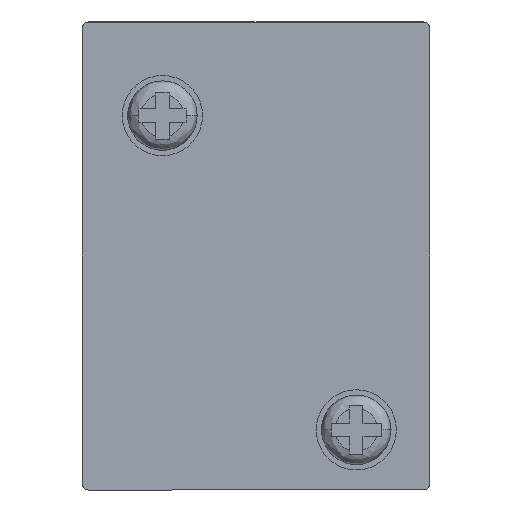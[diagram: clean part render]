
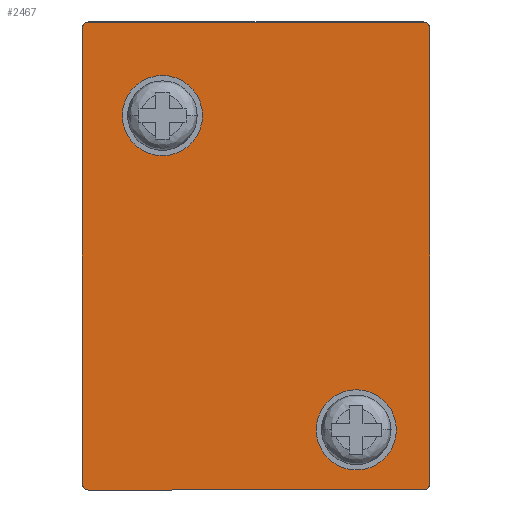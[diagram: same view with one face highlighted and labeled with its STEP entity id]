
A CAD part, front view. The second image highlights one B-rep face of the part: STEP entity #2467.
In plain terms, the highlighted planar face has unit normal (0, -1, 0).
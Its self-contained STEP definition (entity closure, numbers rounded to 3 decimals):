
#67 = CARTESIAN_POINT ( 'NONE',  ( -12.5, -41.361, -52.361 ) ) ;
#118 = ORIENTED_EDGE ( 'NONE', *, *, #1686, .F. ) ;
#173 = DIRECTION ( 'NONE',  ( -1., 0., 0. ) ) ;
#213 = CARTESIAN_POINT ( 'NONE',  ( -10., -41.361, -24.361 ) ) ;
#283 = CIRCLE ( 'NONE', #2884, 3. ) ;
#480 = VERTEX_POINT ( 'NONE', #67 ) ;
#488 = CIRCLE ( 'NONE', #4131, 0.5 ) ;
#606 = VERTEX_POINT ( 'NONE', #1701 ) ;
#725 = DIRECTION ( 'NONE',  ( -1., 0., 0. ) ) ;
#731 = CARTESIAN_POINT ( 'NONE',  ( 7.5, -41.361, -47.861 ) ) ;
#769 = CARTESIAN_POINT ( 'NONE',  ( -12.5, -41.361, -17.361 ) ) ;
#819 = FACE_BOUND ( 'NONE', #4128, .T. ) ;
#1062 = EDGE_CURVE ( 'NONE', #4152, #2796, #4565, .T. ) ;
#1079 = ORIENTED_EDGE ( 'NONE', *, *, #1062, .F. ) ;
#1216 = DIRECTION ( 'NONE',  ( 1., 0., 0. ) ) ;
#1294 = CARTESIAN_POINT ( 'NONE',  ( 13., -41.361, -51.861 ) ) ;
#1311 = DIRECTION ( 'NONE',  ( 0., -1., 0. ) ) ;
#1314 = AXIS2_PLACEMENT_3D ( 'NONE', #731, #4272, #1216 ) ;
#1338 = ORIENTED_EDGE ( 'NONE', *, *, #6245, .F. ) ;
#1492 = DIRECTION ( 'NONE',  ( 0., -1., 0. ) ) ;
#1493 = CARTESIAN_POINT ( 'NONE',  ( -13., -41.361, -17.861 ) ) ;
#1549 = VERTEX_POINT ( 'NONE', #3097 ) ;
#1559 = LINE ( 'NONE', #2891, #2756 ) ;
#1587 = AXIS2_PLACEMENT_3D ( 'NONE', #2271, #5842, #2792 ) ;
#1686 = EDGE_CURVE ( 'NONE', #606, #1549, #5566, .T. ) ;
#1687 = PLANE ( 'NONE',  #4574 ) ;
#1701 = CARTESIAN_POINT ( 'NONE',  ( 4.5, -41.361, -47.861 ) ) ;
#1860 = DIRECTION ( 'NONE',  ( -1., 0., 0. ) ) ;
#1904 = EDGE_CURVE ( 'NONE', #5916, #6064, #283, .T. ) ;
#1930 = CARTESIAN_POINT ( 'NONE',  ( 12.5, -41.361, -17.861 ) ) ;
#2047 = VERTEX_POINT ( 'NONE', #769 ) ;
#2252 = DIRECTION ( 'NONE',  ( 0., -1., 0. ) ) ;
#2271 = CARTESIAN_POINT ( 'NONE',  ( -12.5, -41.361, -17.861 ) ) ;
#2295 = FACE_OUTER_BOUND ( 'NONE', #4036, .T. ) ;
#2436 = DIRECTION ( 'NONE',  ( -1., 0., 0. ) ) ;
#2467 = ADVANCED_FACE ( 'NONE', ( #2295, #819, #6046 ), #1687, .F. ) ;
#2490 = CARTESIAN_POINT ( 'NONE',  ( 12.5, -41.361, -51.861 ) ) ;
#2500 = DIRECTION ( 'NONE',  ( 0., 0., 1. ) ) ;
#2527 = DIRECTION ( 'NONE',  ( 1., 0., 0. ) ) ;
#2609 = CARTESIAN_POINT ( 'NONE',  ( 12.5, -41.361, -52.361 ) ) ;
#2756 = VECTOR ( 'NONE', #1860, 1000. ) ;
#2792 = DIRECTION ( 'NONE',  ( -1., 0., 0. ) ) ;
#2796 = VERTEX_POINT ( 'NONE', #2609 ) ;
#2834 = VECTOR ( 'NONE', #2527, 1000. ) ;
#2884 = AXIS2_PLACEMENT_3D ( 'NONE', #4564, #1492, #5058 ) ;
#2891 = CARTESIAN_POINT ( 'NONE',  ( 0., -41.361, -52.361 ) ) ;
#2970 = EDGE_CURVE ( 'NONE', #6064, #5916, #6196, .T. ) ;
#3013 = DIRECTION ( 'NONE',  ( -1., 0., 0. ) ) ;
#3097 = CARTESIAN_POINT ( 'NONE',  ( 10.5, -41.361, -47.861 ) ) ;
#3172 = DIRECTION ( 'NONE',  ( 0., 1., 0. ) ) ;
#3231 = CIRCLE ( 'NONE', #3996, 3. ) ;
#3361 = ORIENTED_EDGE ( 'NONE', *, *, #3649, .T. ) ;
#3363 = ORIENTED_EDGE ( 'NONE', *, *, #5054, .F. ) ;
#3472 = VECTOR ( 'NONE', #2500, 1000. ) ;
#3544 = ORIENTED_EDGE ( 'NONE', *, *, #6349, .F. ) ;
#3552 = ORIENTED_EDGE ( 'NONE', *, *, #5189, .F. ) ;
#3583 = CARTESIAN_POINT ( 'NONE',  ( 13., -41.361, -17.861 ) ) ;
#3599 = ORIENTED_EDGE ( 'NONE', *, *, #1904, .F. ) ;
#3635 = LINE ( 'NONE', #4563, #3472 ) ;
#3649 = EDGE_CURVE ( 'NONE', #4152, #3844, #4063, .T. ) ;
#3669 = DIRECTION ( 'NONE',  ( 0., 0., 1. ) ) ;
#3741 = DIRECTION ( 'NONE',  ( 0., 1., 0. ) ) ;
#3751 = CARTESIAN_POINT ( 'NONE',  ( -13., -41.361, -51.861 ) ) ;
#3844 = VERTEX_POINT ( 'NONE', #3583 ) ;
#3948 = CIRCLE ( 'NONE', #1587, 0.5 ) ;
#3996 = AXIS2_PLACEMENT_3D ( 'NONE', #4374, #1311, #4870 ) ;
#4036 = EDGE_LOOP ( 'NONE', ( #3552, #5047, #3363, #6477, #1079, #3361, #1338, #3544 ) ) ;
#4063 = LINE ( 'NONE', #4197, #5242 ) ;
#4128 = EDGE_LOOP ( 'NONE', ( #5024, #118 ) ) ;
#4131 = AXIS2_PLACEMENT_3D ( 'NONE', #6214, #3172, #173 ) ;
#4152 = VERTEX_POINT ( 'NONE', #1294 ) ;
#4175 = AXIS2_PLACEMENT_3D ( 'NONE', #1930, #5495, #2436 ) ;
#4197 = CARTESIAN_POINT ( 'NONE',  ( 13., -41.361, -17.361 ) ) ;
#4272 = DIRECTION ( 'NONE',  ( 0., -1., 0. ) ) ;
#4374 = CARTESIAN_POINT ( 'NONE',  ( 7.5, -41.361, -47.861 ) ) ;
#4388 = CARTESIAN_POINT ( 'NONE',  ( -4., -41.361, -24.361 ) ) ;
#4535 = CARTESIAN_POINT ( 'NONE',  ( 12.5, -41.361, -17.361 ) ) ;
#4537 = CIRCLE ( 'NONE', #4175, 0.5 ) ;
#4563 = CARTESIAN_POINT ( 'NONE',  ( -13., -41.361, -34.861 ) ) ;
#4564 = CARTESIAN_POINT ( 'NONE',  ( -7., -41.361, -24.361 ) ) ;
#4565 = CIRCLE ( 'NONE', #5128, 0.5 ) ;
#4574 = AXIS2_PLACEMENT_3D ( 'NONE', #5766, #3741, #725 ) ;
#4691 = EDGE_CURVE ( 'NONE', #2796, #480, #1559, .T. ) ;
#4784 = EDGE_CURVE ( 'NONE', #5927, #6332, #3635, .T. ) ;
#4870 = DIRECTION ( 'NONE',  ( 1., 0., 0. ) ) ;
#4981 = AXIS2_PLACEMENT_3D ( 'NONE', #5314, #2252, #5824 ) ;
#5024 = ORIENTED_EDGE ( 'NONE', *, *, #5231, .F. ) ;
#5047 = ORIENTED_EDGE ( 'NONE', *, *, #4784, .F. ) ;
#5054 = EDGE_CURVE ( 'NONE', #480, #5927, #488, .T. ) ;
#5058 = DIRECTION ( 'NONE',  ( 1., 0., 0. ) ) ;
#5128 = AXIS2_PLACEMENT_3D ( 'NONE', #2490, #6056, #3013 ) ;
#5189 = EDGE_CURVE ( 'NONE', #6332, #2047, #3948, .T. ) ;
#5224 = LINE ( 'NONE', #5586, #2834 ) ;
#5231 = EDGE_CURVE ( 'NONE', #1549, #606, #3231, .T. ) ;
#5242 = VECTOR ( 'NONE', #3669, 1000. ) ;
#5314 = CARTESIAN_POINT ( 'NONE',  ( -7., -41.361, -24.361 ) ) ;
#5426 = VERTEX_POINT ( 'NONE', #4535 ) ;
#5495 = DIRECTION ( 'NONE',  ( 0., 1., 0. ) ) ;
#5512 = EDGE_LOOP ( 'NONE', ( #6005, #3599 ) ) ;
#5566 = CIRCLE ( 'NONE', #1314, 3. ) ;
#5586 = CARTESIAN_POINT ( 'NONE',  ( 0., -41.361, -17.361 ) ) ;
#5766 = CARTESIAN_POINT ( 'NONE',  ( 0., -41.361, -34.861 ) ) ;
#5824 = DIRECTION ( 'NONE',  ( 1., 0., 0. ) ) ;
#5842 = DIRECTION ( 'NONE',  ( 0., 1., 0. ) ) ;
#5916 = VERTEX_POINT ( 'NONE', #213 ) ;
#5927 = VERTEX_POINT ( 'NONE', #3751 ) ;
#6005 = ORIENTED_EDGE ( 'NONE', *, *, #2970, .F. ) ;
#6046 = FACE_BOUND ( 'NONE', #5512, .T. ) ;
#6056 = DIRECTION ( 'NONE',  ( 0., 1., 0. ) ) ;
#6064 = VERTEX_POINT ( 'NONE', #4388 ) ;
#6196 = CIRCLE ( 'NONE', #4981, 3. ) ;
#6214 = CARTESIAN_POINT ( 'NONE',  ( -12.5, -41.361, -51.861 ) ) ;
#6245 = EDGE_CURVE ( 'NONE', #5426, #3844, #4537, .T. ) ;
#6332 = VERTEX_POINT ( 'NONE', #1493 ) ;
#6349 = EDGE_CURVE ( 'NONE', #2047, #5426, #5224, .T. ) ;
#6477 = ORIENTED_EDGE ( 'NONE', *, *, #4691, .F. ) ;
